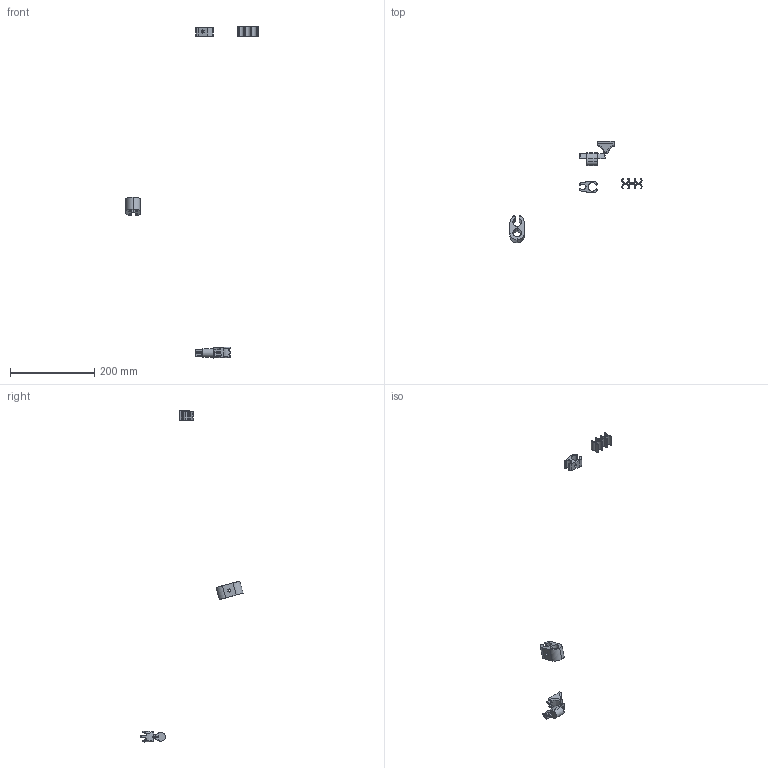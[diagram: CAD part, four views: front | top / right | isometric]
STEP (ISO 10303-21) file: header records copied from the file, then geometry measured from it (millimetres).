
FILE_DESCRIPTION(/* description */ (''),/* implementation_level */ '2;1');
FILE_NAME(/* name */ 'Extras.step',/* time_stamp */ '2023-10-27T10:24:03-04:00',/* author */ (''),/* organization */ (''),/* preprocessor_version */ 'ST-DEVELOPER v20',/* originating_system */ 'Autodesk Translation Framework v12.14.0.127',/* authorisation */ '');
FILE_SCHEMA (('AUTOMOTIVE_DESIGN { 1 0 10303 214 3 1 1 }'));
Length unit declared in the file: millimetre
Products named in the file (5): Extras; Shipping parts; tooling; Supporting Components; connector remover 
Assembly tree (4 placements, depth 3):
  Extras
    Shipping parts
    tooling
    Supporting Components
      connector remover 
Bounding box: 312.59 x 241.85 x 785.96 mm (x, y, z)
Volume: 74640 mm3; surface area: 35610.1 mm2
Topology: 8 solids, 8 shells, 231 faces, 606 edges, 389 vertices
Faces by surface type: cylinder 90, plane 70, bspline 60, torus 7, sphere 4
Full cylindrical faces by diameter (mm): 5.1 x4, 8.8 x2
Entity records: 10016 total; most frequent: CARTESIAN_POINT 4502, ORIENTED_EDGE 1200, DIRECTION 1020, EDGE_CURVE 600, AXIS2_PLACEMENT_3D 397, VERTEX_POINT 389, EDGE_LOOP 247, FACE_OUTER_BOUND 231
